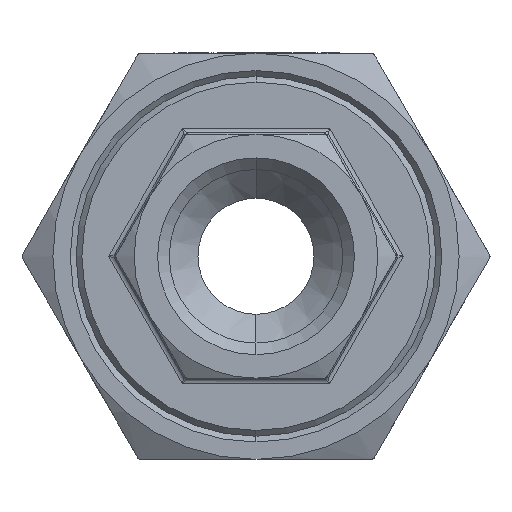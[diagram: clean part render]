
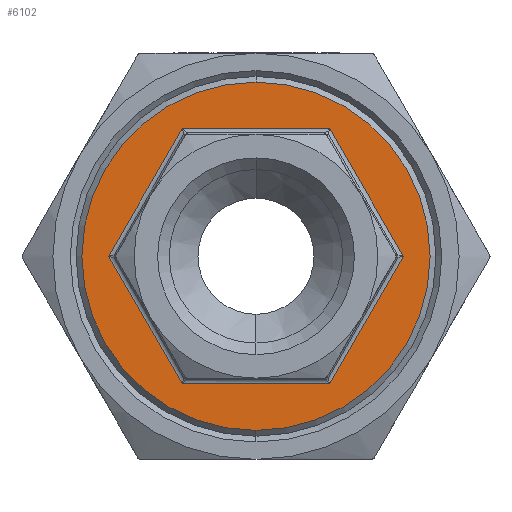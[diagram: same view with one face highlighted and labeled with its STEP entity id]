
A CAD part, left-side view. The second image highlights one B-rep face of the part: STEP entity #6102.
In plain terms, the highlighted planar face has unit normal (-1, 0, 0).
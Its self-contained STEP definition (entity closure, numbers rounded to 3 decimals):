
#43 = ORIENTED_EDGE ( 'NONE', *, *, #11692, .T. ) ;
#46 = VECTOR ( 'NONE', #5212, 1000. ) ;
#363 = DIRECTION ( 'NONE',  ( 0., 1., 0. ) ) ;
#482 = CARTESIAN_POINT ( 'NONE',  ( -7.75, -3.031, 11. ) ) ;
#511 = CARTESIAN_POINT ( 'NONE',  ( -7.75, 6.351, -11. ) ) ;
#576 = DIRECTION ( 'NONE',  ( 0., 0.5, -0.866 ) ) ;
#1511 = VERTEX_POINT ( 'NONE', #11823 ) ;
#2074 = LINE ( 'NONE', #13898, #11800 ) ;
#2579 = CARTESIAN_POINT ( 'NONE',  ( -7.75, -6.351, 11. ) ) ;
#2819 = CARTESIAN_POINT ( 'NONE',  ( -7.75, -12.702, 0. ) ) ;
#2965 = CARTESIAN_POINT ( 'NONE',  ( -7.75, 6.351, 11. ) ) ;
#3175 = FACE_OUTER_BOUND ( 'NONE', #15139, .T. ) ;
#3604 = ORIENTED_EDGE ( 'NONE', *, *, #5323, .T. ) ;
#3775 = CARTESIAN_POINT ( 'NONE',  ( -7.75, -8.011, -8.125 ) ) ;
#3885 = CARTESIAN_POINT ( 'NONE',  ( -7.75, 11.042, -2.875 ) ) ;
#3998 = LINE ( 'NONE', #3885, #46 ) ;
#4223 = VERTEX_POINT ( 'NONE', #2819 ) ;
#4934 = EDGE_CURVE ( 'NONE', #12554, #11615, #7140, .T. ) ;
#5140 = VERTEX_POINT ( 'NONE', #15435 ) ;
#5212 = DIRECTION ( 'NONE',  ( 0., -0.5, -0.866 ) ) ;
#5281 = AXIS2_PLACEMENT_3D ( 'NONE', #5372, #14391, #15971 ) ;
#5323 = EDGE_CURVE ( 'NONE', #11988, #12306, #15402, .T. ) ;
#5363 = ORIENTED_EDGE ( 'NONE', *, *, #13187, .F. ) ;
#5372 = CARTESIAN_POINT ( 'NONE',  ( -7.75, 0., 0. ) ) ;
#5951 = ORIENTED_EDGE ( 'NONE', *, *, #9943, .F. ) ;
#6020 = DIRECTION ( 'NONE',  ( -1., 0., 0. ) ) ;
#6102 = ADVANCED_FACE ( 'NONE', ( #3175, #10208 ), #12116, .F. ) ;
#6133 = VECTOR ( 'NONE', #363, 1000. ) ;
#6323 = EDGE_CURVE ( 'NONE', #14651, #5140, #15808, .T. ) ;
#6684 = CARTESIAN_POINT ( 'NONE',  ( -7.75, 0., 0. ) ) ;
#7140 = LINE ( 'NONE', #482, #6133 ) ;
#7318 = CARTESIAN_POINT ( 'NONE',  ( -7.75, 0., 15. ) ) ;
#8614 = CARTESIAN_POINT ( 'NONE',  ( -7.75, 3.031, -11. ) ) ;
#9779 = CARTESIAN_POINT ( 'NONE',  ( -7.75, 0., 0. ) ) ;
#9836 = DIRECTION ( 'NONE',  ( 0., 0.5, 0.866 ) ) ;
#9943 = EDGE_CURVE ( 'NONE', #1511, #14651, #3998, .T. ) ;
#10208 = FACE_BOUND ( 'NONE', #10547, .T. ) ;
#10358 = CIRCLE ( 'NONE', #16163, 15. ) ;
#10547 = EDGE_LOOP ( 'NONE', ( #5951, #11723, #15310, #10740, #5363, #15510 ) ) ;
#10740 = ORIENTED_EDGE ( 'NONE', *, *, #12591, .F. ) ;
#10924 = VECTOR ( 'NONE', #9836, 1000. ) ;
#11038 = CARTESIAN_POINT ( 'NONE',  ( -7.75, 0., -15. ) ) ;
#11109 = DIRECTION ( 'NONE',  ( 0., 0., 1. ) ) ;
#11171 = DIRECTION ( 'NONE',  ( 0., -1., 0. ) ) ;
#11615 = VERTEX_POINT ( 'NONE', #2965 ) ;
#11692 = EDGE_CURVE ( 'NONE', #12306, #11988, #10358, .T. ) ;
#11723 = ORIENTED_EDGE ( 'NONE', *, *, #12041, .F. ) ;
#11800 = VECTOR ( 'NONE', #576, 1000. ) ;
#11823 = CARTESIAN_POINT ( 'NONE',  ( -7.75, 12.702, 0. ) ) ;
#11931 = CARTESIAN_POINT ( 'NONE',  ( -7.75, -11.042, 2.875 ) ) ;
#11988 = VERTEX_POINT ( 'NONE', #11038 ) ;
#12041 = EDGE_CURVE ( 'NONE', #11615, #1511, #2074, .T. ) ;
#12116 = PLANE ( 'NONE',  #12621 ) ;
#12144 = LINE ( 'NONE', #3775, #17145 ) ;
#12306 = VERTEX_POINT ( 'NONE', #7318 ) ;
#12554 = VERTEX_POINT ( 'NONE', #2579 ) ;
#12591 = EDGE_CURVE ( 'NONE', #4223, #12554, #15902, .T. ) ;
#12621 = AXIS2_PLACEMENT_3D ( 'NONE', #6684, #15576, #15943 ) ;
#13187 = EDGE_CURVE ( 'NONE', #5140, #4223, #12144, .T. ) ;
#13691 = VECTOR ( 'NONE', #11171, 1000. ) ;
#13898 = CARTESIAN_POINT ( 'NONE',  ( -7.75, 8.011, 8.125 ) ) ;
#14391 = DIRECTION ( 'NONE',  ( -1., 0., 0. ) ) ;
#14651 = VERTEX_POINT ( 'NONE', #511 ) ;
#15139 = EDGE_LOOP ( 'NONE', ( #43, #3604 ) ) ;
#15310 = ORIENTED_EDGE ( 'NONE', *, *, #4934, .F. ) ;
#15402 = CIRCLE ( 'NONE', #5281, 15. ) ;
#15435 = CARTESIAN_POINT ( 'NONE',  ( -7.75, -6.351, -11. ) ) ;
#15510 = ORIENTED_EDGE ( 'NONE', *, *, #6323, .F. ) ;
#15576 = DIRECTION ( 'NONE',  ( 1., 0., 0. ) ) ;
#15808 = LINE ( 'NONE', #8614, #13691 ) ;
#15902 = LINE ( 'NONE', #11931, #10924 ) ;
#15943 = DIRECTION ( 'NONE',  ( 0., 1., 0. ) ) ;
#15971 = DIRECTION ( 'NONE',  ( 0., 0., 1. ) ) ;
#16163 = AXIS2_PLACEMENT_3D ( 'NONE', #9779, #6020, #11109 ) ;
#16918 = DIRECTION ( 'NONE',  ( 0., -0.5, 0.866 ) ) ;
#17145 = VECTOR ( 'NONE', #16918, 1000. ) ;
